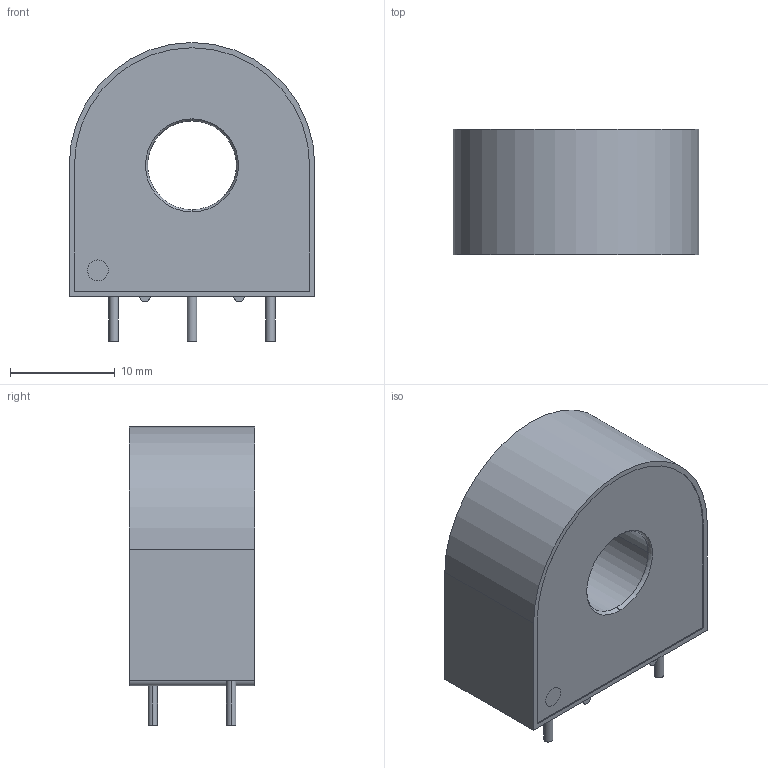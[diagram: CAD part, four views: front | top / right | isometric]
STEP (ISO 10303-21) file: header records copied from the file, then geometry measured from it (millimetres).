
FILE_DESCRIPTION((''),'2;1');
FILE_NAME('XFMR_TRIAD_CST-1005.stp','2012-11-22T10:49:25',(''),(''),'Mechanical Desktop 2011','Mechanical Desktop 2011',', , ');
FILE_SCHEMA(('AUTOMOTIVE_DESIGN { 1 2 10303 214 1 1 1 1 }'));
Length unit declared in the file: millimetre
Products named in the file (1): Product
Bounding box: 23.5 x 12 x 28.6 mm (x, y, z)
Volume: 5434.8 mm3; surface area: 2364.1 mm2
Topology: 7 solids, 7 shells, 44 faces, 85 edges, 57 vertices
Faces by surface type: plane 24, cylinder 16, torus 4
Entity records: 1199 total; most frequent: DIRECTION 220, CARTESIAN_POINT 187, ORIENTED_EDGE 170, AXIS2_PLACEMENT_3D 90, EDGE_CURVE 85, VERTEX_POINT 57, EDGE_LOOP 48, CIRCLE 45
